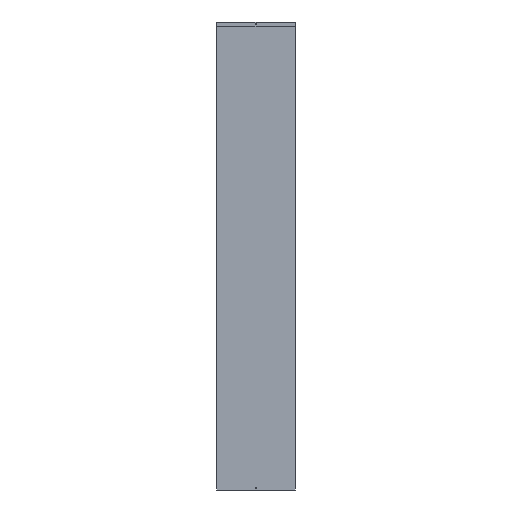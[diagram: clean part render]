
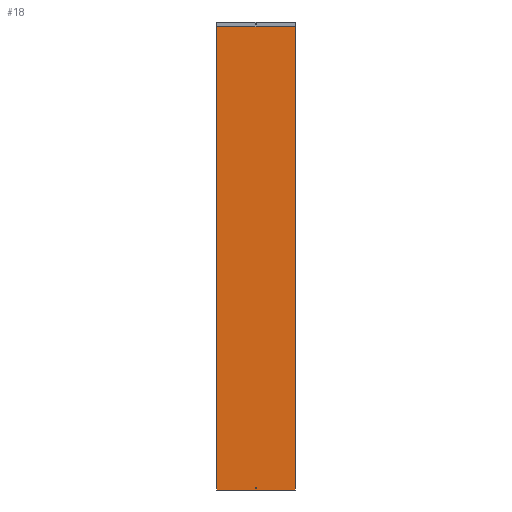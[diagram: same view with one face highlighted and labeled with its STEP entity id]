
A CAD part, front view. The second image highlights one B-rep face of the part: STEP entity #18.
In plain terms, the highlighted planar face has unit normal (0, -1, 0).
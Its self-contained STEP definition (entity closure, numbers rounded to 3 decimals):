
#18 = ADVANCED_FACE ( 'NONE', ( #573, #579 ), #1298, .F. ) ;
#39 = AXIS2_PLACEMENT_3D ( 'NONE', #459, #457, #454 ) ;
#57 = AXIS2_PLACEMENT_3D ( 'NONE', #1284, #1243, #1218 ) ;
#79 = EDGE_CURVE ( 'NONE', #1029, #1018, #598, .T. ) ;
#154 = EDGE_CURVE ( 'NONE', #1006, #987, #779, .T. ) ;
#157 = EDGE_CURVE ( 'NONE', #859, #859, #784, .T. ) ;
#158 = EDGE_CURVE ( 'NONE', #1006, #1029, #787, .T. ) ;
#159 = EDGE_CURVE ( 'NONE', #987, #1018, #786, .T. ) ;
#215 = EDGE_LOOP ( 'NONE', ( #334 ) ) ;
#235 = EDGE_LOOP ( 'NONE', ( #335, #336, #337, #338 ) ) ;
#245 = CARTESIAN_POINT ( 'NONE',  ( -250., 0., 2968. ) ) ;
#269 = CARTESIAN_POINT ( 'NONE',  ( -250., 0., 0. ) ) ;
#334 = ORIENTED_EDGE ( 'NONE', *, *, #157, .F. ) ;
#335 = ORIENTED_EDGE ( 'NONE', *, *, #79, .F. ) ;
#336 = ORIENTED_EDGE ( 'NONE', *, *, #158, .F. ) ;
#337 = ORIENTED_EDGE ( 'NONE', *, *, #154, .T. ) ;
#338 = ORIENTED_EDGE ( 'NONE', *, *, #159, .T. ) ;
#441 = DIRECTION ( 'NONE',  ( 1., 0., 0. ) ) ;
#448 = DIRECTION ( 'NONE',  ( 1., 0., 0. ) ) ;
#454 = DIRECTION ( 'NONE',  ( 0., 0., 1. ) ) ;
#457 = DIRECTION ( 'NONE',  ( 0., -1., 0. ) ) ;
#459 = CARTESIAN_POINT ( 'NONE',  ( 0., 0., 15. ) ) ;
#573 = FACE_BOUND ( 'NONE', #215, .T. ) ;
#579 = FACE_OUTER_BOUND ( 'NONE', #235, .T. ) ;
#585 = CARTESIAN_POINT ( 'NONE',  ( 250., 0., 0. ) ) ;
#598 = LINE ( 'NONE', #1274, #603 ) ;
#603 = VECTOR ( 'NONE', #1272, 1000. ) ;
#607 = CARTESIAN_POINT ( 'NONE',  ( 250., 0., 2968. ) ) ;
#673 = CARTESIAN_POINT ( 'NONE',  ( 0., 0., 18.5 ) ) ;
#779 = LINE ( 'NONE', #1058, #781 ) ;
#781 = VECTOR ( 'NONE', #1057, 1000. ) ;
#784 = CIRCLE ( 'NONE', #39, 3.5 ) ;
#786 = LINE ( 'NONE', #1042, #788 ) ;
#787 = LINE ( 'NONE', #1045, #789 ) ;
#788 = VECTOR ( 'NONE', #441, 1000. ) ;
#789 = VECTOR ( 'NONE', #448, 1000. ) ;
#859 = VERTEX_POINT ( 'NONE', #673 ) ;
#987 = VERTEX_POINT ( 'NONE', #269 ) ;
#1006 = VERTEX_POINT ( 'NONE', #245 ) ;
#1018 = VERTEX_POINT ( 'NONE', #585 ) ;
#1029 = VERTEX_POINT ( 'NONE', #607 ) ;
#1042 = CARTESIAN_POINT ( 'NONE',  ( -250., 0., 0. ) ) ;
#1045 = CARTESIAN_POINT ( 'NONE',  ( -250., 0., 2968. ) ) ;
#1057 = DIRECTION ( 'NONE',  ( 0., 0., -1. ) ) ;
#1058 = CARTESIAN_POINT ( 'NONE',  ( -250., 0., 2969. ) ) ;
#1218 = DIRECTION ( 'NONE',  ( 0., 0., 1. ) ) ;
#1243 = DIRECTION ( 'NONE',  ( 0., 1., 0. ) ) ;
#1272 = DIRECTION ( 'NONE',  ( 0., 0., -1. ) ) ;
#1274 = CARTESIAN_POINT ( 'NONE',  ( 250., 0., 2969. ) ) ;
#1284 = CARTESIAN_POINT ( 'NONE',  ( -250., 0., 2969. ) ) ;
#1298 = PLANE ( 'NONE',  #57 ) ;
